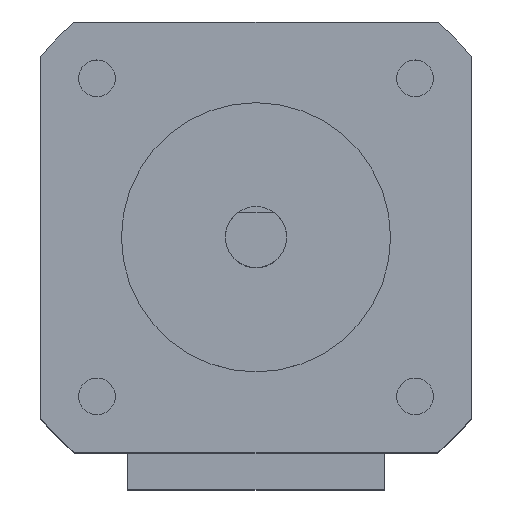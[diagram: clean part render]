
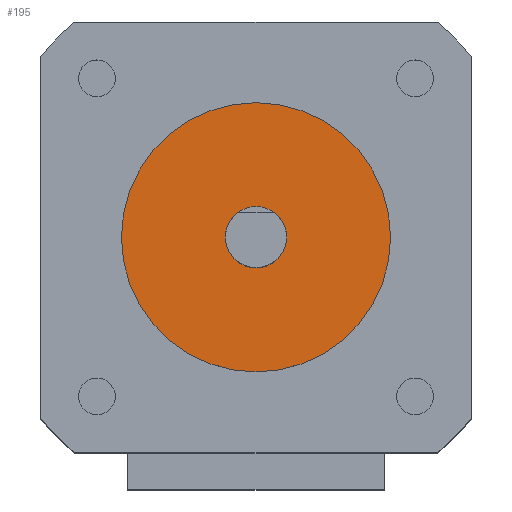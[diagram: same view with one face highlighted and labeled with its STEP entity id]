
A CAD part, top view. The second image highlights one B-rep face of the part: STEP entity #195.
In plain terms, the highlighted planar face has unit normal (0, 0, 1).
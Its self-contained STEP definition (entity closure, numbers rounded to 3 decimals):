
#88 = ORIENTED_EDGE ( 'NONE', *, *, #2096, .T. ) ;
#94 = DIRECTION ( 'NONE',  ( 0., 0., 1. ) ) ;
#111 = CIRCLE ( 'NONE', #251, 11. ) ;
#167 = EDGE_CURVE ( 'NONE', #1972, #554, #1487, .T. ) ;
#195 = ADVANCED_FACE ( 'NONE', ( #1573, #908 ), #917, .T. ) ;
#251 = AXIS2_PLACEMENT_3D ( 'NONE', #1131, #1808, #1288 ) ;
#264 = EDGE_CURVE ( 'NONE', #554, #1972, #111, .T. ) ;
#500 = CIRCLE ( 'NONE', #1386, 2.5 ) ;
#524 = DIRECTION ( 'NONE',  ( 0., 0., -1. ) ) ;
#542 = EDGE_LOOP ( 'NONE', ( #88, #1415 ) ) ;
#554 = VERTEX_POINT ( 'NONE', #572 ) ;
#572 = CARTESIAN_POINT ( 'NONE',  ( 11., 0., 49.5 ) ) ;
#587 = VERTEX_POINT ( 'NONE', #1236 ) ;
#645 = VERTEX_POINT ( 'NONE', #2103 ) ;
#740 = CARTESIAN_POINT ( 'NONE',  ( 0., 0., 49.5 ) ) ;
#908 = FACE_OUTER_BOUND ( 'NONE', #1921, .T. ) ;
#917 = PLANE ( 'NONE',  #1417 ) ;
#1131 = CARTESIAN_POINT ( 'NONE',  ( 0., 0., 49.5 ) ) ;
#1140 = CARTESIAN_POINT ( 'NONE',  ( -11., 0., 49.5 ) ) ;
#1158 = DIRECTION ( 'NONE',  ( 0., 0., -1. ) ) ;
#1173 = AXIS2_PLACEMENT_3D ( 'NONE', #1332, #524, #2002 ) ;
#1236 = CARTESIAN_POINT ( 'NONE',  ( 2.5, 0., 49.5 ) ) ;
#1288 = DIRECTION ( 'NONE',  ( -1., 0., 0. ) ) ;
#1332 = CARTESIAN_POINT ( 'NONE',  ( 0., 0., 49.5 ) ) ;
#1386 = AXIS2_PLACEMENT_3D ( 'NONE', #1471, #1158, #1970 ) ;
#1415 = ORIENTED_EDGE ( 'NONE', *, *, #1973, .T. ) ;
#1417 = AXIS2_PLACEMENT_3D ( 'NONE', #740, #94, #1592 ) ;
#1471 = CARTESIAN_POINT ( 'NONE',  ( 0., 0., 49.5 ) ) ;
#1487 = CIRCLE ( 'NONE', #1829, 11. ) ;
#1573 = FACE_BOUND ( 'NONE', #542, .T. ) ;
#1592 = DIRECTION ( 'NONE',  ( 1., 0., 0. ) ) ;
#1673 = ORIENTED_EDGE ( 'NONE', *, *, #167, .F. ) ;
#1777 = CARTESIAN_POINT ( 'NONE',  ( 0., 0., 49.5 ) ) ;
#1808 = DIRECTION ( 'NONE',  ( 0., 0., -1. ) ) ;
#1829 = AXIS2_PLACEMENT_3D ( 'NONE', #1777, #1920, #1908 ) ;
#1834 = CIRCLE ( 'NONE', #1173, 2.5 ) ;
#1908 = DIRECTION ( 'NONE',  ( -1., 0., 0. ) ) ;
#1920 = DIRECTION ( 'NONE',  ( 0., 0., -1. ) ) ;
#1921 = EDGE_LOOP ( 'NONE', ( #1673, #2167 ) ) ;
#1970 = DIRECTION ( 'NONE',  ( -1., 0., 0. ) ) ;
#1972 = VERTEX_POINT ( 'NONE', #1140 ) ;
#1973 = EDGE_CURVE ( 'NONE', #587, #645, #500, .T. ) ;
#2002 = DIRECTION ( 'NONE',  ( -1., 0., 0. ) ) ;
#2096 = EDGE_CURVE ( 'NONE', #645, #587, #1834, .T. ) ;
#2103 = CARTESIAN_POINT ( 'NONE',  ( -2.5, 0., 49.5 ) ) ;
#2167 = ORIENTED_EDGE ( 'NONE', *, *, #264, .F. ) ;
